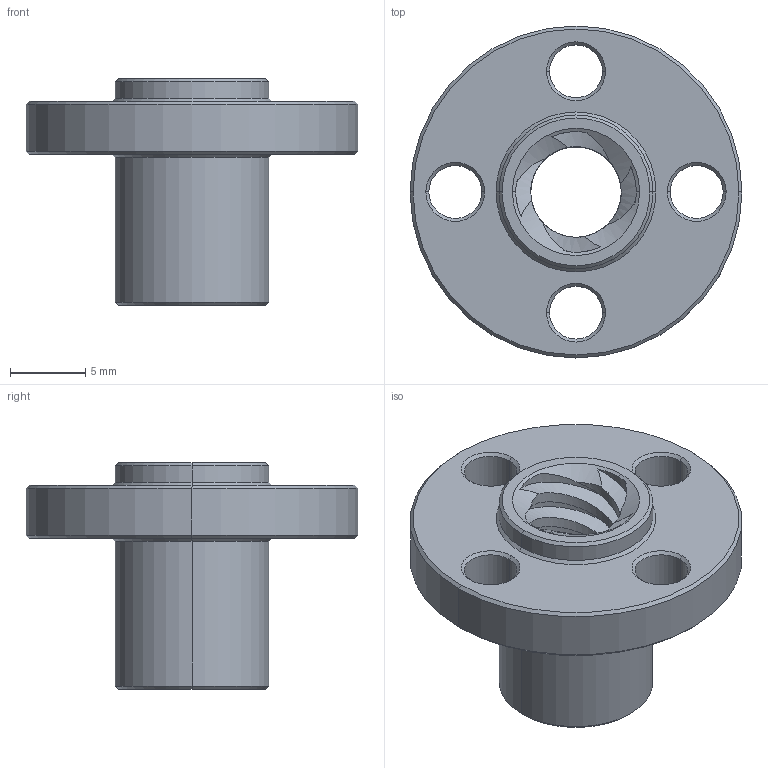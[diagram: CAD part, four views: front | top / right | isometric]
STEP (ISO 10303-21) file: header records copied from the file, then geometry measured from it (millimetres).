
FILE_DESCRIPTION (( 'STEP AP214' ), '1' );
FILE_NAME ('Trapezoidal lead screw Nut tr8x8-4.STEP', '2017-03-14T19:16:44', ( 'DronnnTM' ), ( '' ), 'SwSTEP 2.0', 'SolidWorks 2016', '' );
FILE_SCHEMA (( 'AUTOMOTIVE_DESIGN' ));
Length unit declared in the file: millimetre
Products named in the file (1): Trapezoidal lead screw Nut tr8x8-4
Bounding box: 22 x 22 x 15 mm (x, y, z)
Volume: 1535.3 mm3; surface area: 1905.7 mm2
Topology: 1 solids, 1 shells, 80 faces, 200 edges, 124 vertices
Faces by surface type: cone 32, cylinder 32, bspline 12, plane 4
Entity records: 4882 total; most frequent: CARTESIAN_POINT 3101, ORIENTED_EDGE 400, DIRECTION 334, EDGE_CURVE 200, AXIS2_PLACEMENT_3D 137, VERTEX_POINT 124, EDGE_LOOP 92, FACE_OUTER_BOUND 80
